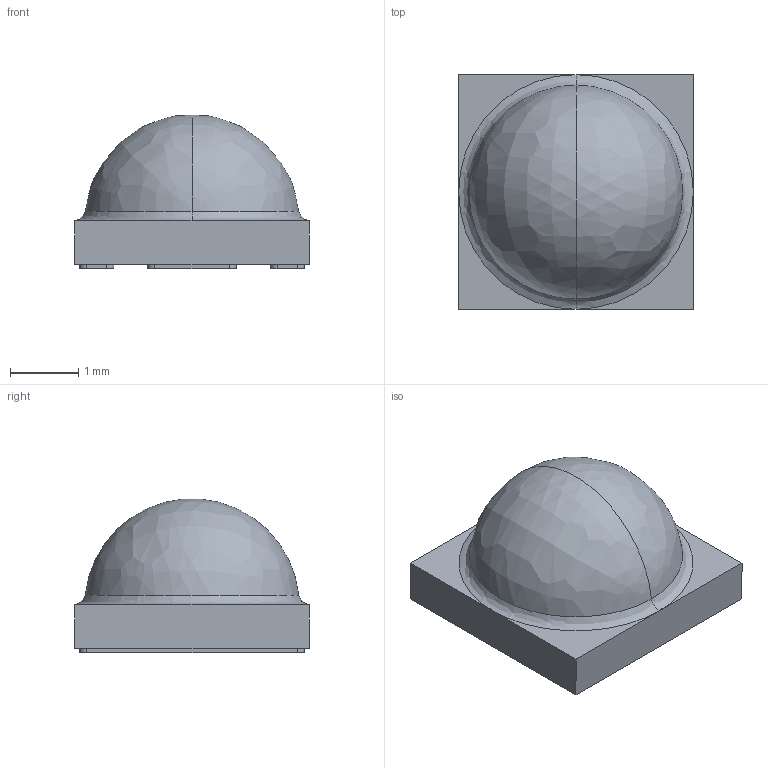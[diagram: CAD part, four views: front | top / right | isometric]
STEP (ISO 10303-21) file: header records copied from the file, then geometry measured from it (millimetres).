
FILE_DESCRIPTION (( 'STEP AP203' ), '1' );
FILE_NAME ('Solidify PROD00000367_RevA_Luxeon V2 Arken 3535_20170713 (Optical Rayset).STEP', '2017-07-13T06:51:57', ( '' ), ( '' ), 'SwSTEP 2.0', 'SolidWorks 2015', '' );
FILE_SCHEMA (( 'CONFIG_CONTROL_DESIGN' ));
Length unit declared in the file: millimetre
Products named in the file (1): Solidify PROD00000367_RevA_Luxeon V2 Arken 3535_20170713 (Optical Rayset)
Bounding box: 3.45 x 3.45 x 2.26 mm (x, y, z)
Volume: 16.2 mm3; surface area: 41.2 mm2
Topology: 1 solids, 1 shells, 39 faces, 97 edges, 64 vertices
Faces by surface type: plane 22, cylinder 13, bspline 4
Entity records: 1289 total; most frequent: CARTESIAN_POINT 261, DIRECTION 202, ORIENTED_EDGE 194, EDGE_CURVE 97, AXIS2_PLACEMENT_3D 69, VERTEX_POINT 64, LINE 64, VECTOR 64
